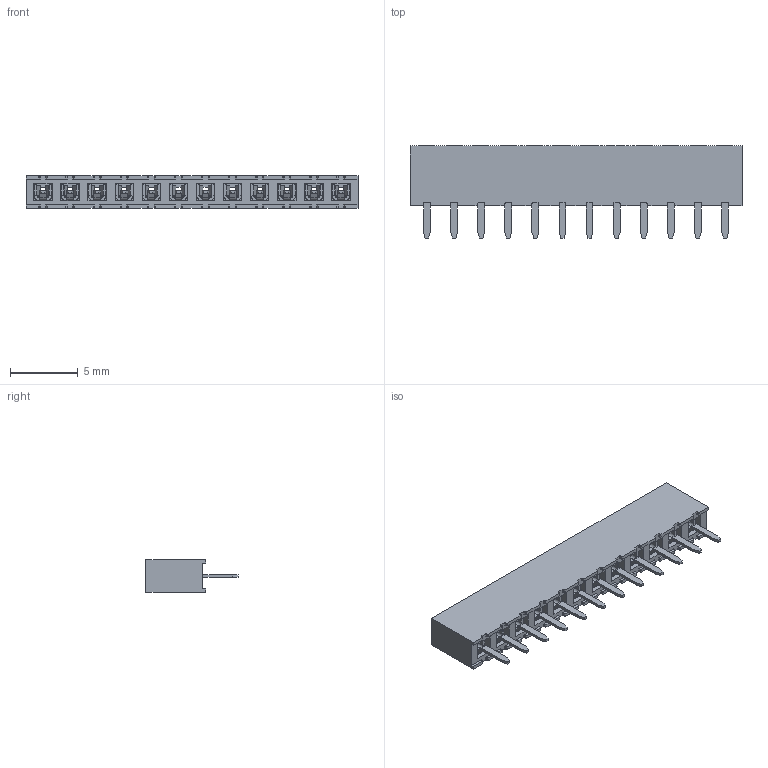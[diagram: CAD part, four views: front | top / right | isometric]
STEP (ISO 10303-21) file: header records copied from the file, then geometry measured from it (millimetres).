
FILE_DESCRIPTION(('STEP AP242'),'1');
FILE_NAME('m22-7131242.stp','2024-07-12T10:20:36',('TraceParts'),('TraceParts S.A.'),'Spatial InterOp 3D',' ',' ');
FILE_SCHEMA(('AP242_MANAGED_MODEL_BASED_3D_ENGINEERING_MIM_LF {1 0 10303 442 1 1 4}'));
Length unit declared in the file: millimetre
Products named in the file (1): m22-7131242_1
Bounding box: 24.5 x 6.8 x 2.4 mm (x, y, z)
Volume: 186 mm3; surface area: 864.6 mm2
Topology: 13 solids, 13 shells, 1402 faces, 3324 edges, 1960 vertices
Faces by surface type: plane 958, cylinder 444
Entity records: 41172 total; most frequent: CARTESIAN_POINT 7995, DIRECTION 6850, ORIENTED_EDGE 6648, EDGE_CURVE 3324, LINE 2436, VECTOR 2436, AXIS2_PLACEMENT_3D 2207, VERTEX_POINT 1960
